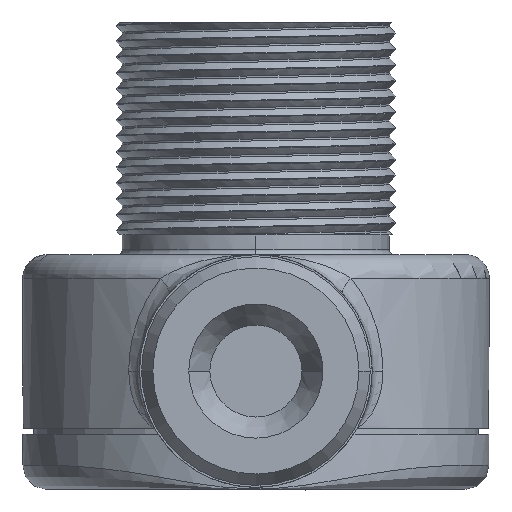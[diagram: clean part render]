
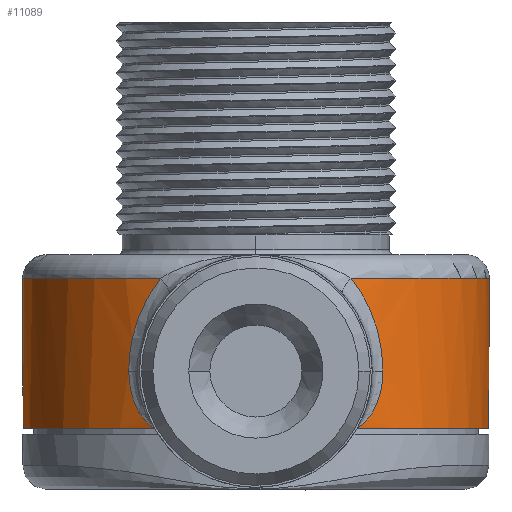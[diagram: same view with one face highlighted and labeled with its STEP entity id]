
A CAD part, front view. The second image highlights one B-rep face of the part: STEP entity #11089.
In plain terms, the highlighted cylindrical face has radius 15.037 mm (diameter 30.074 mm), a partial arc.
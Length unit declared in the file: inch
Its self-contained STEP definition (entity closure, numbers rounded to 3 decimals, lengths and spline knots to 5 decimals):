
#376=CARTESIAN_POINT('',(0.,0.925,-0.145));
#377=DIRECTION('',(0.,0.,-1.));
#378=DIRECTION('',(-0.434,-0.901,0.));
#379=AXIS2_PLACEMENT_3D('',#376,#377,#378);
#400=CARTESIAN_POINT('',(0.2569,0.39165,-0.145));
#401=CARTESIAN_POINT('',(0.25754,0.39195,
-0.14464));
#402=CARTESIAN_POINT('',(0.25883,0.39258,
-0.14387));
#403=CARTESIAN_POINT('',(0.26088,0.39358,
-0.14258));
#404=CARTESIAN_POINT('',(0.26299,0.39462,
-0.14118));
#405=CARTESIAN_POINT('',(0.26513,0.39569,
-0.13966));
#406=CARTESIAN_POINT('',(0.26727,0.39676,
-0.13806));
#407=CARTESIAN_POINT('',(0.26947,0.39788,
-0.13632));
#408=CARTESIAN_POINT('',(0.27183,0.39909,
-0.13433));
#409=CARTESIAN_POINT('',(0.27443,0.40045,
-0.13199));
#410=CARTESIAN_POINT('',(0.2773,0.40196,
-0.12923));
#411=CARTESIAN_POINT('',(0.28038,0.4036,
-0.12603));
#412=CARTESIAN_POINT('',(0.28363,0.40536,
-0.12236));
#413=CARTESIAN_POINT('',(0.28701,0.40722,
-0.1182));
#414=CARTESIAN_POINT('',(0.29045,0.40914,
-0.11356));
#415=CARTESIAN_POINT('',(0.29396,0.41113,
-0.10834));
#416=CARTESIAN_POINT('',(0.2976,0.41323,
-0.10234));
#417=CARTESIAN_POINT('',(0.30137,0.41545,
-0.09536));
#418=CARTESIAN_POINT('',(0.30527,0.41777,
-0.08714));
#419=CARTESIAN_POINT('',(0.30915,0.42012,
-0.0776));
#420=CARTESIAN_POINT('',(0.31282,0.4224,
-0.06678));
#421=CARTESIAN_POINT('',(0.31613,0.42447,
-0.05467));
#422=CARTESIAN_POINT('',(0.31887,0.42621,
-0.04156));
#423=CARTESIAN_POINT('',(0.32088,0.4275,
-0.02782));
#424=CARTESIAN_POINT('',(0.32207,0.42828,
-0.01378));
#425=CARTESIAN_POINT('',(0.32233,0.42845,
-0.00459));
#426=CARTESIAN_POINT('',(0.32233,0.42845,0.));
#484=CARTESIAN_POINT('',(-0.32233,0.42845,0.));
#485=CARTESIAN_POINT('',(-0.32233,0.42845,
-0.0045));
#486=CARTESIAN_POINT('',(-0.32208,0.42829,
-0.01351));
#487=CARTESIAN_POINT('',(-0.32093,0.42754,
-0.02728));
#488=CARTESIAN_POINT('',(-0.319,0.4263,
-0.04077));
#489=CARTESIAN_POINT('',(-0.31637,0.42462,
-0.05367));
#490=CARTESIAN_POINT('',(-0.31316,0.42261,
-0.06564));
#491=CARTESIAN_POINT('',(-0.30959,0.42039,
-0.0764));
#492=CARTESIAN_POINT('',(-0.3058,0.41809,
-0.08591));
#493=CARTESIAN_POINT('',(-0.30198,0.4158,
-0.09416));
#494=CARTESIAN_POINT('',(-0.29826,0.41362,
-0.10118));
#495=CARTESIAN_POINT('',(-0.29467,0.41154,
-0.10722));
#496=CARTESIAN_POINT('',(-0.29121,0.40957,
-0.11247));
#497=CARTESIAN_POINT('',(-0.28781,0.40766,
-0.11716));
#498=CARTESIAN_POINT('',(-0.28444,0.40581,
-0.1214));
#499=CARTESIAN_POINT('',(-0.28118,0.40403,
-0.12516));
#500=CARTESIAN_POINT('',(-0.27807,0.40237,
-0.12845));
#501=CARTESIAN_POINT('',(-0.27518,0.40084,
-0.1313));
#502=CARTESIAN_POINT('',(-0.27254,0.39947,
-0.1337));
#503=CARTESIAN_POINT('',(-0.27019,0.39825,
-0.13572));
#504=CARTESIAN_POINT('',(-0.26801,0.39714,
-0.13748));
#505=CARTESIAN_POINT('',(-0.2659,0.39607,
-0.1391));
#506=CARTESIAN_POINT('',(-0.26371,0.39498,
-0.14067));
#507=CARTESIAN_POINT('',(-0.26147,0.39387,
-0.1422));
#508=CARTESIAN_POINT('',(-0.25919,0.39275,
-0.14365));
#509=CARTESIAN_POINT('',(-0.25767,0.39202,
-0.14456));
#510=CARTESIAN_POINT('',(-0.2569,0.39165,-0.145));
#512=CARTESIAN_POINT('',(-0.2416,0.38454,0.235));
#513=CARTESIAN_POINT('',(-0.24611,0.38656,
0.22937));
#514=CARTESIAN_POINT('',(-0.25479,0.39057,
0.21783));
#515=CARTESIAN_POINT('',(-0.2668,0.39648,
0.19962));
#516=CARTESIAN_POINT('',(-0.27768,0.40212,
0.18073));
#517=CARTESIAN_POINT('',(-0.28738,0.4074,
0.16128));
#518=CARTESIAN_POINT('',(-0.29587,0.41221,
0.14142));
#519=CARTESIAN_POINT('',(-0.30313,0.41648,
0.12131));
#520=CARTESIAN_POINT('',(-0.3092,0.42015,
0.10105));
#521=CARTESIAN_POINT('',(-0.31408,0.42317,
0.08073));
#522=CARTESIAN_POINT('',(-0.31781,0.42554,
0.06041));
#523=CARTESIAN_POINT('',(-0.32044,0.42722,
0.04015));
#524=CARTESIAN_POINT('',(-0.32199,0.42822,
0.01999));
#525=CARTESIAN_POINT('',(-0.32233,0.42845,
0.00665));
#526=CARTESIAN_POINT('',(-0.32233,0.42845,0.));
#603=CARTESIAN_POINT('',(0.,0.925,0.235));
#604=DIRECTION('',(0.,0.,1.));
#605=DIRECTION('',(1.,0.,0.));
#606=AXIS2_PLACEMENT_3D('',#603,#604,#605);
#623=CARTESIAN_POINT('',(0.,0.925,0.235));
#624=DIRECTION('',(0.,0.,1.));
#625=DIRECTION('',(0.408,-0.913,0.));
#626=AXIS2_PLACEMENT_3D('',#623,#624,#625);
#7009=CARTESIAN_POINT('',(0.2416,0.38454,0.235));
#7037=CARTESIAN_POINT('',(0.32233,0.42845,0.));
#7038=CARTESIAN_POINT('',(0.32233,0.42845,
0.00665));
#7039=CARTESIAN_POINT('',(0.32199,0.42822,
0.01999));
#7040=CARTESIAN_POINT('',(0.32044,0.42722,
0.04015));
#7041=CARTESIAN_POINT('',(0.31781,0.42554,
0.06041));
#7042=CARTESIAN_POINT('',(0.31408,0.42317,
0.08073));
#7043=CARTESIAN_POINT('',(0.3092,0.42015,
0.10105));
#7044=CARTESIAN_POINT('',(0.30313,0.41648,
0.12131));
#7045=CARTESIAN_POINT('',(0.29587,0.41221,
0.14142));
#7046=CARTESIAN_POINT('',(0.28738,0.4074,
0.16128));
#7047=CARTESIAN_POINT('',(0.27768,0.40212,
0.18073));
#7048=CARTESIAN_POINT('',(0.2668,0.39648,
0.19962));
#7049=CARTESIAN_POINT('',(0.25479,0.39057,
0.21783));
#7050=CARTESIAN_POINT('',(0.24611,0.38656,
0.22937));
#7051=CARTESIAN_POINT('',(0.2416,0.38454,0.235));
#9488=CARTESIAN_POINT('',(0.592,0.925,0.235));
#9489=VERTEX_POINT('',#9488);
#9490=VERTEX_POINT('',#7009);
#9492=VERTEX_POINT('',#7037);
#9494=VERTEX_POINT('',#400);
#9495=VERTEX_POINT('',#484);
#9496=VERTEX_POINT('',#510);
#9497=VERTEX_POINT('',#512);
#11069=CARTESIAN_POINT('',(0.,0.925,-0.295));
#11070=DIRECTION('',(0.,0.,1.));
#11071=DIRECTION('',(1.,0.,0.));
#11072=AXIS2_PLACEMENT_3D('',#11069,#11070,#11071);
#11073=CYLINDRICAL_SURFACE('',#11072,0.592);
#11074=ORIENTED_EDGE('',*,*,#11054,.T.);
#11076=ORIENTED_EDGE('',*,*,#11075,.T.);
#11078=ORIENTED_EDGE('',*,*,#11077,.T.);
#11080=ORIENTED_EDGE('',*,*,#11079,.T.);
#11082=ORIENTED_EDGE('',*,*,#11081,.T.);
#11084=ORIENTED_EDGE('',*,*,#11083,.T.);
#11086=ORIENTED_EDGE('',*,*,#11085,.T.);
#11087=EDGE_LOOP('',(#11074,#11076,#11078,#11080,#11082,#11084,#11086));
#11088=FACE_OUTER_BOUND('',#11087,.F.);
#11089=ADVANCED_FACE('',(#11088),#11073,.T.);
#380=CIRCLE('',#379,0.592);
#427=B_SPLINE_CURVE_WITH_KNOTS('',3,(#400,#401,#402,#403,#404,#405,#406,#407,
#408,#409,#410,#411,#412,#413,#414,#415,#416,#417,#418,#419,#420,#421,#422,#423,
#424,#425,#426),.UNSPECIFIED.,.F.,.F.,(4,1,1,1,1,1,1,1,1,1,1,1,1,1,1,1,1,1,1,1,
1,1,1,1,4),(0.,0.04167,0.08333,0.125,0.16667,
0.20833,0.25,0.29167,0.33333,0.375,
0.41667,0.45833,0.5,0.54167,0.58333,
0.625,0.66667,0.70833,0.75,0.79167,
0.83333,0.875,0.91667,0.95833,1.),
.UNSPECIFIED.);
#511=B_SPLINE_CURVE_WITH_KNOTS('',3,(#484,#485,#486,#487,#488,#489,#490,#491,
#492,#493,#494,#495,#496,#497,#498,#499,#500,#501,#502,#503,#504,#505,#506,#507,
#508,#509,#510),.UNSPECIFIED.,.F.,.F.,(4,1,1,1,1,1,1,1,1,1,1,1,1,1,1,1,1,1,1,1,
1,1,1,1,4),(0.,0.04167,0.08333,0.125,0.16667,
0.20833,0.25,0.29167,0.33333,0.375,
0.41667,0.45833,0.5,0.54167,0.58333,
0.625,0.66667,0.70833,0.75,0.79167,
0.83333,0.875,0.91667,0.95833,1.),
.UNSPECIFIED.);
#527=B_SPLINE_CURVE_WITH_KNOTS('',3,(#512,#513,#514,#515,#516,#517,#518,#519,
#520,#521,#522,#523,#524,#525,#526),.UNSPECIFIED.,.F.,.F.,(4,1,1,1,1,1,1,1,1,1,
1,1,4),(0.,0.08333,0.16667,0.25,0.33333,
0.41667,0.5,0.58333,0.66667,0.75,
0.83333,0.91667,1.),.UNSPECIFIED.);
#607=CIRCLE('',#606,0.592);
#627=CIRCLE('',#626,0.592);
#7052=B_SPLINE_CURVE_WITH_KNOTS('',3,(#7037,#7038,#7039,#7040,#7041,#7042,#7043,
#7044,#7045,#7046,#7047,#7048,#7049,#7050,#7051),.UNSPECIFIED.,.F.,.F.,(4,1,1,1,
1,1,1,1,1,1,1,1,4),(0.,0.08333,0.16667,0.25,
0.33333,0.41667,0.5,0.58333,0.66667,
0.75,0.83333,0.91667,1.),.UNSPECIFIED.);
#11054=EDGE_CURVE('',#9496,#9494,#380,.T.);
#11075=EDGE_CURVE('',#9494,#9492,#427,.T.);
#11077=EDGE_CURVE('',#9492,#9490,#7052,.T.);
#11079=EDGE_CURVE('',#9490,#9489,#627,.T.);
#11081=EDGE_CURVE('',#9489,#9497,#607,.T.);
#11083=EDGE_CURVE('',#9497,#9495,#527,.T.);
#11085=EDGE_CURVE('',#9495,#9496,#511,.T.);
